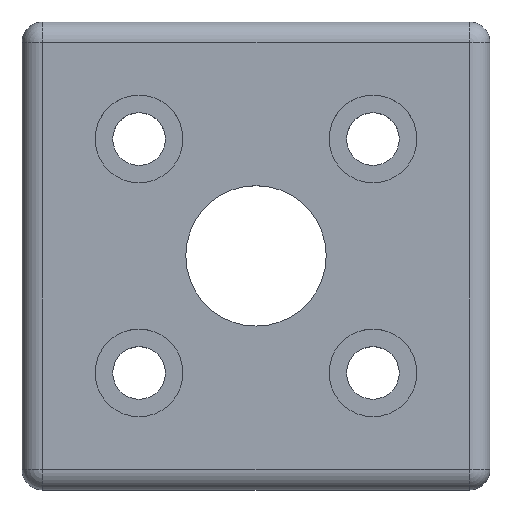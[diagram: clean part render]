
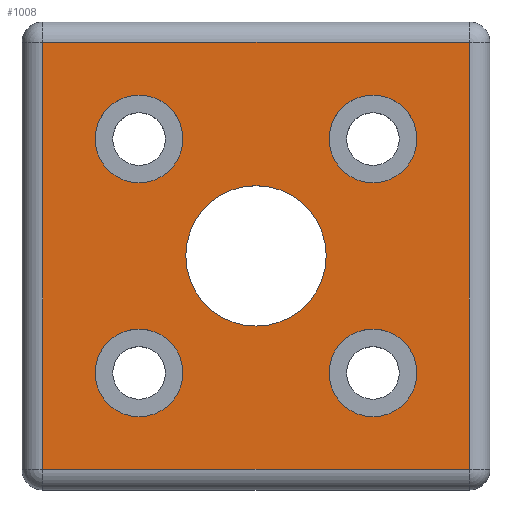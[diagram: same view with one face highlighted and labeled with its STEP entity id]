
A CAD part, top view. The second image highlights one B-rep face of the part: STEP entity #1008.
In plain terms, the highlighted planar face has unit normal (0, 0, 1).
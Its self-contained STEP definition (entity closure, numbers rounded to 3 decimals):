
#140=CARTESIAN_POINT('',(12.,0.,7.5));
#141=VERTEX_POINT('',#140);
#142=CARTESIAN_POINT('',(0.0,0.0,7.5));
#143=DIRECTION('',(0.0,0.0,-1.0));
#144=DIRECTION('',(-1.0,0.0,0.0));
#145=AXIS2_PLACEMENT_3D('',#142,#143,#144);
#146=CIRCLE('',#145,12.);
#147=EDGE_CURVE('',#141,#141,#146,.T.);
#206=CARTESIAN_POINT('',(27.5,20.0,7.5));
#207=VERTEX_POINT('',#206);
#208=CARTESIAN_POINT('',(20.0,20.0,7.5));
#209=DIRECTION('',(0.0,0.0,-1.0));
#210=DIRECTION('',(1.0,0.0,0.0));
#211=AXIS2_PLACEMENT_3D('',#208,#209,#210);
#212=CIRCLE('',#211,7.5);
#213=EDGE_CURVE('',#207,#207,#212,.T.);
#316=CARTESIAN_POINT('',(-12.5,-20.0,7.5));
#317=VERTEX_POINT('',#316);
#318=CARTESIAN_POINT('',(-20.0,-20.0,7.5));
#319=DIRECTION('',(0.0,0.0,-1.0));
#320=DIRECTION('',(1.0,0.0,0.0));
#321=AXIS2_PLACEMENT_3D('',#318,#319,#320);
#322=CIRCLE('',#321,7.5);
#323=EDGE_CURVE('',#317,#317,#322,.T.);
#426=CARTESIAN_POINT('',(-12.5,20.0,7.5));
#427=VERTEX_POINT('',#426);
#428=CARTESIAN_POINT('',(-20.0,20.0,7.5));
#429=DIRECTION('',(0.0,0.0,-1.0));
#430=DIRECTION('',(1.0,0.0,0.0));
#431=AXIS2_PLACEMENT_3D('',#428,#429,#430);
#432=CIRCLE('',#431,7.5);
#433=EDGE_CURVE('',#427,#427,#432,.T.);
#536=CARTESIAN_POINT('',(27.5,-20.0,7.5));
#537=VERTEX_POINT('',#536);
#538=CARTESIAN_POINT('',(20.0,-20.0,7.5));
#539=DIRECTION('',(0.0,0.0,-1.0));
#540=DIRECTION('',(1.0,0.0,0.0));
#541=AXIS2_PLACEMENT_3D('',#538,#539,#540);
#542=CIRCLE('',#541,7.5);
#543=EDGE_CURVE('',#537,#537,#542,.T.);
#608=CARTESIAN_POINT('',(36.5,36.5,7.5));
#609=VERTEX_POINT('',#608);
#643=CARTESIAN_POINT('',(-36.5,36.5,7.5));
#644=VERTEX_POINT('',#643);
#669=CARTESIAN_POINT('',(36.5,-36.5,7.5));
#670=VERTEX_POINT('',#669);
#702=CARTESIAN_POINT('',(-36.5,-36.5,7.5));
#703=VERTEX_POINT('',#702);
#777=CARTESIAN_POINT('',(36.5,-36.5,7.5));
#778=DIRECTION('',(-1.0,0.0,0.0));
#779=VECTOR('',#778,73.0);
#780=LINE('',#777,#779);
#781=EDGE_CURVE('',#670,#703,#780,.T.);
#799=CARTESIAN_POINT('',(-36.5,-36.5,7.5));
#800=DIRECTION('',(0.0,1.0,0.0));
#801=VECTOR('',#800,73.0);
#802=LINE('',#799,#801);
#803=EDGE_CURVE('',#703,#644,#802,.T.);
#853=CARTESIAN_POINT('',(36.5,36.5,7.5));
#854=DIRECTION('',(0.0,-1.0,0.0));
#855=VECTOR('',#854,73.);
#856=LINE('',#853,#855);
#857=EDGE_CURVE('',#609,#670,#856,.T.);
#907=CARTESIAN_POINT('',(-36.5,36.5,7.5));
#908=DIRECTION('',(1.0,0.0,0.0));
#909=VECTOR('',#908,73.0);
#910=LINE('',#907,#909);
#911=EDGE_CURVE('',#644,#609,#910,.T.);
#982=CARTESIAN_POINT('',(0.,0.,7.5));
#983=DIRECTION('',(0.0,0.0,1.0));
#984=DIRECTION('',(1.0,0.0,0.0));
#985=AXIS2_PLACEMENT_3D('',#982,#983,#984);
#986=PLANE('',#985);
#987=ORIENTED_EDGE('',*,*,#781,.F.);
#988=ORIENTED_EDGE('',*,*,#857,.F.);
#989=ORIENTED_EDGE('',*,*,#911,.F.);
#990=ORIENTED_EDGE('',*,*,#803,.F.);
#991=EDGE_LOOP('',(#987,#988,#989,#990));
#992=FACE_OUTER_BOUND('',#991,.T.);
#993=ORIENTED_EDGE('',*,*,#147,.T.);
#994=EDGE_LOOP('',(#993));
#995=FACE_BOUND('',#994,.T.);
#996=ORIENTED_EDGE('',*,*,#213,.T.);
#997=EDGE_LOOP('',(#996));
#998=FACE_BOUND('',#997,.T.);
#999=ORIENTED_EDGE('',*,*,#323,.T.);
#1000=EDGE_LOOP('',(#999));
#1001=FACE_BOUND('',#1000,.T.);
#1002=ORIENTED_EDGE('',*,*,#433,.T.);
#1003=EDGE_LOOP('',(#1002));
#1004=FACE_BOUND('',#1003,.T.);
#1005=ORIENTED_EDGE('',*,*,#543,.T.);
#1006=EDGE_LOOP('',(#1005));
#1007=FACE_BOUND('',#1006,.T.);
#1008=ADVANCED_FACE('',(#992,#995,#998,#1001,#1004,#1007),#986,.T.);
